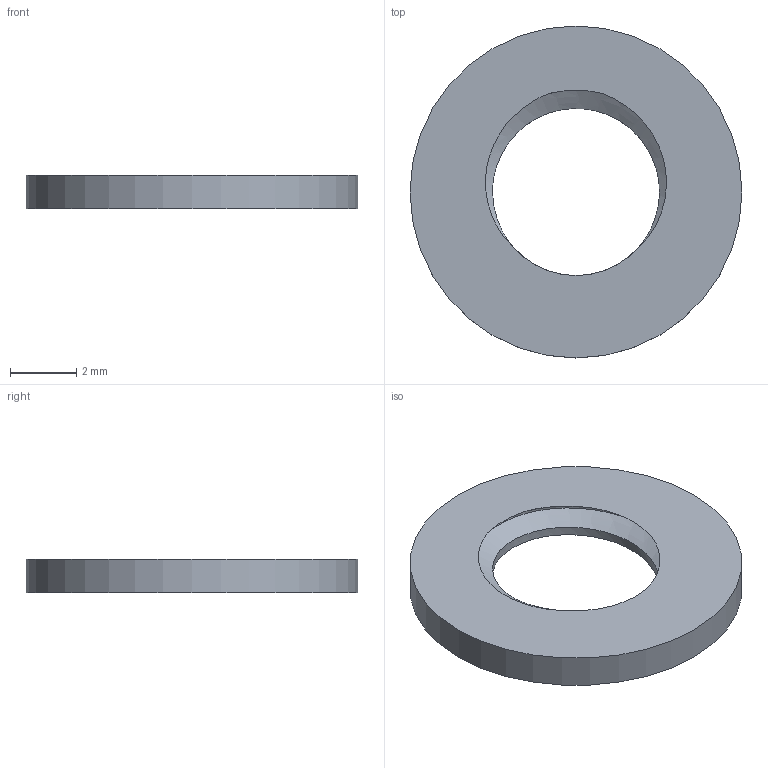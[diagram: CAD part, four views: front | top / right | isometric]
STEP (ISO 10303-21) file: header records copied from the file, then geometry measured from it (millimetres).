
FILE_DESCRIPTION(/* description */ (''),/* implementation_level */ '2;1');
FILE_NAME(/* name */ 'pneumaticfittingspacer v1.step',/* time_stamp */ '2023-01-31T14:15:38-06:00',/* author */ (''),/* organization */ (''),/* preprocessor_version */ 'ST-DEVELOPER v19.2',/* originating_system */ 'Autodesk Translation Framework v11.17.0.187',/* authorisation */ '');
FILE_SCHEMA (('AUTOMOTIVE_DESIGN { 1 0 10303 214 3 1 1 }'));
Length unit declared in the file: millimetre
Products named in the file (1): pneumaticfittingspacer
Bounding box: 10 x 10 x 1 mm (x, y, z)
Volume: 54.8 mm3; surface area: 169.5 mm2
Topology: 1 solids, 1 shells, 9 faces, 21 edges, 14 vertices
Faces by surface type: cylinder 5, bspline 2, plane 2
Full cylindrical faces by diameter (mm): 10 x1
Entity records: 788 total; most frequent: CARTESIAN_POINT 565, ORIENTED_EDGE 42, DIRECTION 31, EDGE_CURVE 21, VERTEX_POINT 14, AXIS2_PLACEMENT_3D 14, B_SPLINE_CURVE_WITH_KNOTS 12, EDGE_LOOP 11
